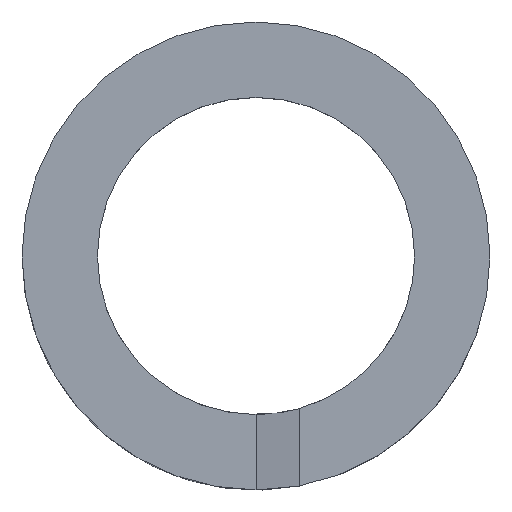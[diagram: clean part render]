
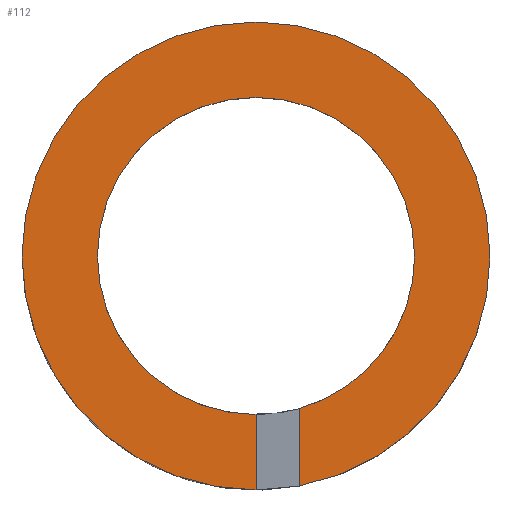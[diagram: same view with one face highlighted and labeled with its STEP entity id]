
A CAD part, top view. The second image highlights one B-rep face of the part: STEP entity #112.
In plain terms, the highlighted planar face has unit normal (0, 0, 1).
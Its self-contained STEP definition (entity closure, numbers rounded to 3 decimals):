
#19 = VERTEX_POINT ( 'NONE', #220 ) ;
#21 = EDGE_CURVE ( 'NONE', #19, #65, #201, .T. ) ;
#23 = ORIENTED_EDGE ( 'NONE', *, *, #87, .F. ) ;
#24 = ORIENTED_EDGE ( 'NONE', *, *, #47, .T. ) ;
#26 = EDGE_CURVE ( 'NONE', #37, #89, #194, .T. ) ;
#27 = ORIENTED_EDGE ( 'NONE', *, *, #29, .T. ) ;
#28 = ORIENTED_EDGE ( 'NONE', *, *, #81, .F. ) ;
#29 = EDGE_CURVE ( 'NONE', #56, #77, #195, .T. ) ;
#30 = ORIENTED_EDGE ( 'NONE', *, *, #26, .F. ) ;
#31 = ORIENTED_EDGE ( 'NONE', *, *, #21, .T. ) ;
#32 = ORIENTED_EDGE ( 'NONE', *, *, #76, .T. ) ;
#35 = EDGE_CURVE ( 'NONE', #19, #37, #215, .T. ) ;
#36 = ORIENTED_EDGE ( 'NONE', *, *, #35, .F. ) ;
#37 = VERTEX_POINT ( 'NONE', #211 ) ;
#47 = EDGE_CURVE ( 'NONE', #73, #56, #182, .T. ) ;
#56 = VERTEX_POINT ( 'NONE', #137 ) ;
#65 = VERTEX_POINT ( 'NONE', #174 ) ;
#73 = VERTEX_POINT ( 'NONE', #128 ) ;
#76 = EDGE_CURVE ( 'NONE', #65, #73, #127, .T. ) ;
#77 = VERTEX_POINT ( 'NONE', #122 ) ;
#79 = VERTEX_POINT ( 'NONE', #275 ) ;
#81 = EDGE_CURVE ( 'NONE', #79, #77, #274, .T. ) ;
#87 = EDGE_CURVE ( 'NONE', #89, #79, #272, .T. ) ;
#89 = VERTEX_POINT ( 'NONE', #267 ) ;
#112 = ADVANCED_FACE ( 'NONE', ( #251 ), #255, .T. ) ;
#113 = EDGE_LOOP ( 'NONE', ( #36, #31, #32, #24, #27, #28, #23, #30 ) ) ;
#122 = CARTESIAN_POINT ( 'NONE',  ( 0., -10.52, 0. ) ) ;
#123 = DIRECTION ( 'NONE',  ( 1., 0., 0. ) ) ;
#124 = DIRECTION ( 'NONE',  ( 0., 0., 1. ) ) ;
#125 = CARTESIAN_POINT ( 'NONE',  ( 0., 0., 0. ) ) ;
#126 = AXIS2_PLACEMENT_3D ( 'NONE', #125, #124, #123 ) ;
#127 = CIRCLE ( 'NONE', #126, 15.52 ) ;
#128 = CARTESIAN_POINT ( 'NONE',  ( -15.52, 0., 0. ) ) ;
#137 = CARTESIAN_POINT ( 'NONE',  ( 0., -15.52, 0. ) ) ;
#143 = DIRECTION ( 'NONE',  ( 1., 0., 0. ) ) ;
#144 = DIRECTION ( 'NONE',  ( 0., 0., 1. ) ) ;
#145 = AXIS2_PLACEMENT_3D ( 'NONE', #181, #144, #143 ) ;
#156 = DIRECTION ( 'NONE',  ( 0., 1., 0. ) ) ;
#157 = VECTOR ( 'NONE', #156, 1000. ) ;
#158 = CARTESIAN_POINT ( 'NONE',  ( 0., -15.52, 0. ) ) ;
#159 = DIRECTION ( 'NONE',  ( 1., 0., 0. ) ) ;
#160 = DIRECTION ( 'NONE',  ( 0., 0., 1. ) ) ;
#161 = CARTESIAN_POINT ( 'NONE',  ( 0., 0., 0. ) ) ;
#174 = CARTESIAN_POINT ( 'NONE',  ( 15.52, 0., 0. ) ) ;
#181 = CARTESIAN_POINT ( 'NONE',  ( 0., 0., 0. ) ) ;
#182 = CIRCLE ( 'NONE', #145, 15.52 ) ;
#193 = AXIS2_PLACEMENT_3D ( 'NONE', #161, #160, #159 ) ;
#194 = CIRCLE ( 'NONE', #193, 10.52 ) ;
#195 = LINE ( 'NONE', #158, #157 ) ;
#200 = AXIS2_PLACEMENT_3D ( 'NONE', #231, #230, #229 ) ;
#201 = CIRCLE ( 'NONE', #200, 15.52 ) ;
#211 = CARTESIAN_POINT ( 'NONE',  ( 2.887, -10.116, 0. ) ) ;
#212 = DIRECTION ( 'NONE',  ( 0., 1., 0. ) ) ;
#213 = VECTOR ( 'NONE', #212, 1000. ) ;
#214 = CARTESIAN_POINT ( 'NONE',  ( 2.887, -15.52, 0. ) ) ;
#215 = LINE ( 'NONE', #214, #213 ) ;
#220 = CARTESIAN_POINT ( 'NONE',  ( 2.887, -15.249, 0. ) ) ;
#229 = DIRECTION ( 'NONE',  ( 1., 0., 0. ) ) ;
#230 = DIRECTION ( 'NONE',  ( 0., 0., 1. ) ) ;
#231 = CARTESIAN_POINT ( 'NONE',  ( 0., 0., 0. ) ) ;
#247 = DIRECTION ( 'NONE',  ( 1., 0., 0. ) ) ;
#248 = DIRECTION ( 'NONE',  ( 0., 0., 1. ) ) ;
#249 = CARTESIAN_POINT ( 'NONE',  ( 0., 0., 0. ) ) ;
#250 = AXIS2_PLACEMENT_3D ( 'NONE', #249, #248, #247 ) ;
#251 = FACE_OUTER_BOUND ( 'NONE', #113, .T. ) ;
#255 = PLANE ( 'NONE',  #250 ) ;
#267 = CARTESIAN_POINT ( 'NONE',  ( 10.52, 0., 0. ) ) ;
#268 = DIRECTION ( 'NONE',  ( 1., 0., 0. ) ) ;
#269 = DIRECTION ( 'NONE',  ( 0., 0., 1. ) ) ;
#270 = CARTESIAN_POINT ( 'NONE',  ( 0., 0., 0. ) ) ;
#271 = AXIS2_PLACEMENT_3D ( 'NONE', #270, #269, #268 ) ;
#272 = CIRCLE ( 'NONE', #271, 10.52 ) ;
#274 = CIRCLE ( 'NONE', #310, 10.52 ) ;
#275 = CARTESIAN_POINT ( 'NONE',  ( -10.52, 0., 0. ) ) ;
#307 = DIRECTION ( 'NONE',  ( 1., 0., 0. ) ) ;
#308 = DIRECTION ( 'NONE',  ( 0., 0., 1. ) ) ;
#309 = CARTESIAN_POINT ( 'NONE',  ( 0., 0., 0. ) ) ;
#310 = AXIS2_PLACEMENT_3D ( 'NONE', #309, #308, #307 ) ;
